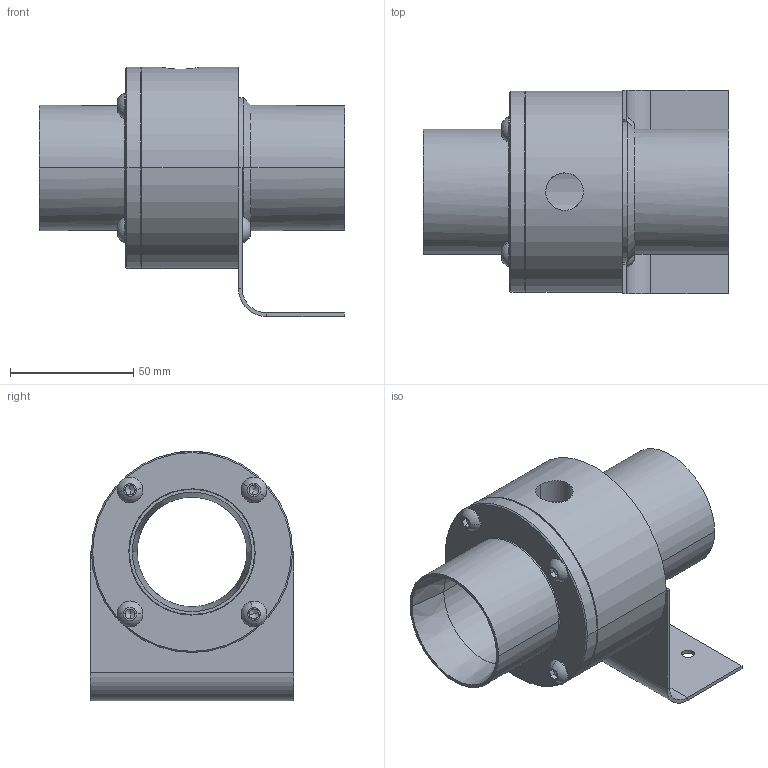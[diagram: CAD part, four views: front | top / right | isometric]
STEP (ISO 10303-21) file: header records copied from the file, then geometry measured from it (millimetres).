
FILE_DESCRIPTION (( 'STEP AP203' ), '1' );
FILE_NAME ('RV4-3D.STEP', '2017-11-07T15:31:20', ( '' ), ( '' ), 'SwSTEP 2.0', 'SolidWorks 2016', '' );
FILE_SCHEMA (( 'CONFIG_CONTROL_DESIGN' ));
Length unit declared in the file: millimetre
Products named in the file (5): AMSK281-4; RV4-3D; AMSK281-1; socket button head screw_bsi_BS EN ISO 7380 - M6 x 16 - 16N; AMSK281-2
Assembly tree (9 placements, depth 2):
  RV4-3D
    AMSK281-2
    AMSK281-1
    AMSK281-4
    socket button head screw_bsi_BS EN ISO 7380 - M6 x 16 - 16N  x6
Bounding box: 124 x 82.5 x 101.09 mm (x, y, z)
Volume: 174648.1 mm3; surface area: 77309 mm2
Topology: 9 solids, 9 shells, 245 faces, 562 edges, 338 vertices
Faces by surface type: plane 110, cylinder 73, cone 34, torus 12, sphere 12, bspline 4
Entity records: 4157 total; most frequent: CARTESIAN_POINT 783, DIRECTION 632, ORIENTED_EDGE 520, EDGE_CURVE 260, AXIS2_PLACEMENT_3D 258, VERTEX_POINT 163, EDGE_LOOP 147, CIRCLE 140
